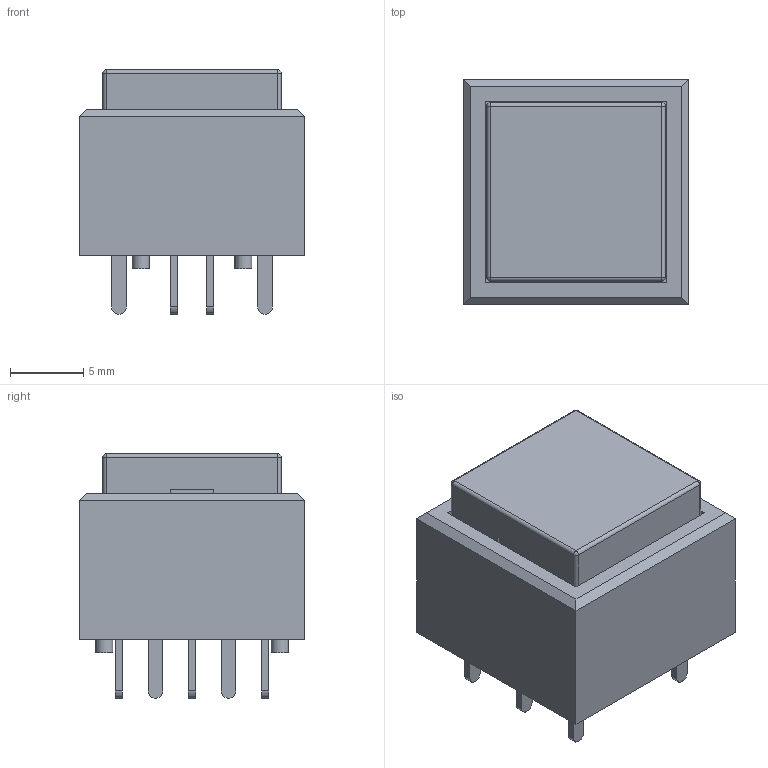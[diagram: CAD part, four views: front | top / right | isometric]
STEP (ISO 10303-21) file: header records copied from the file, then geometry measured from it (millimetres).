
FILE_DESCRIPTION(/* description */ (''),/* implementation_level */ '2;1');
FILE_NAME(/* name */ 'ULP22xxP1xSFCL1RGB.stp',/* time_stamp */ '2025-06-04T14:07:22-05:00',/* author */ ('mroman'),/* organization */ (''),/* preprocessor_version */ 'ST-DEVELOPER v18.1',/* originating_system */ 'Autodesk Inventor 2022',/* authorisation */ '');
FILE_SCHEMA (('AUTOMOTIVE_DESIGN { 1 0 10303 214 3 1 1 }'));
Length unit declared in the file: centimetre
Products named in the file (1): ULP22xxP1xSFCL1RGB
Bounding box: 15.4 x 15.4 x 16.7 mm (x, y, z)
Volume: 2613.1 mm3; surface area: 1865.2 mm2
Topology: 1 solids, 3 shells, 209 faces, 512 edges, 329 vertices
Faces by surface type: plane 179, cylinder 26, sphere 4
Full cylindrical faces by diameter (mm): 1.2 x4
Entity records: 6033 total; most frequent: CARTESIAN_POINT 1047, ORIENTED_EDGE 1016, DIRECTION 976, EDGE_CURVE 508, LINE 460, VECTOR 460, VERTEX_POINT 329, AXIS2_PLACEMENT_3D 258
